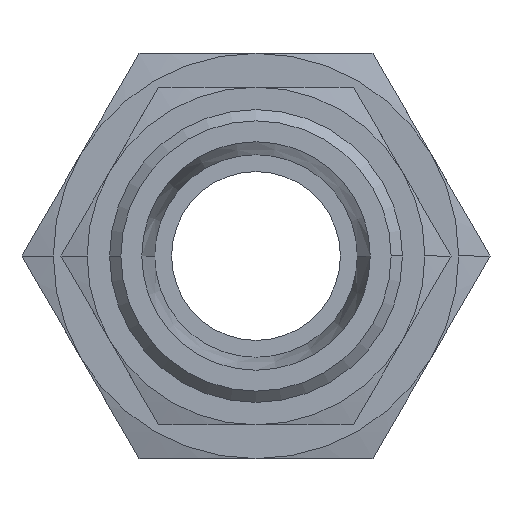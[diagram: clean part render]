
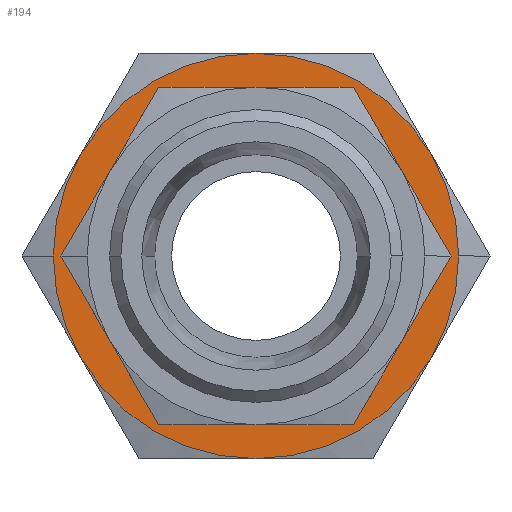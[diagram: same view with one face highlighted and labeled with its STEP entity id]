
A CAD part, left-side view. The second image highlights one B-rep face of the part: STEP entity #194.
In plain terms, the highlighted planar face has unit normal (-1, 0, 0).
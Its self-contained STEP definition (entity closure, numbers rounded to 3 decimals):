
#194 = ADVANCED_FACE( '', ( #487, #488 ), #489, .T. );
#487 = FACE_BOUND( '', #849, .T. );
#488 = FACE_OUTER_BOUND( '', #850, .T. );
#489 = PLANE( '', #851 );
#849 = EDGE_LOOP( '', ( #1851, #1852 ) );
#850 = EDGE_LOOP( '', ( #1853, #1854, #1855, #1856, #1857, #1858, #1859, #1860 ) );
#851 = AXIS2_PLACEMENT_3D( '', #1861, #1862, #1863 );
#1851 = ORIENTED_EDGE( '', *, *, #2362, .F. );
#1852 = ORIENTED_EDGE( '', *, *, #2627, .F. );
#1853 = ORIENTED_EDGE( '', *, *, #2628, .T. );
#1854 = ORIENTED_EDGE( '', *, *, #2341, .T. );
#1855 = ORIENTED_EDGE( '', *, *, #2629, .T. );
#1856 = ORIENTED_EDGE( '', *, *, #2630, .T. );
#1857 = ORIENTED_EDGE( '', *, *, #2337, .T. );
#1858 = ORIENTED_EDGE( '', *, *, #2631, .T. );
#1859 = ORIENTED_EDGE( '', *, *, #2632, .T. );
#1860 = ORIENTED_EDGE( '', *, *, #2633, .T. );
#1861 = CARTESIAN_POINT( '', ( 7.6, 15.75, 0. ) );
#1862 = DIRECTION( '', ( -1., 0., 0. ) );
#1863 = DIRECTION( '', ( 0., 1., 0. ) );
#2337 = EDGE_CURVE( '', #2811, #2808, #2812, .T. );
#2341 = EDGE_CURVE( '', #2815, #2817, #2819, .T. );
#2362 = EDGE_CURVE( '', #2857, #2860, #2861, .T. );
#2627 = EDGE_CURVE( '', #2860, #2857, #3298, .T. );
#2628 = EDGE_CURVE( '', #3299, #2815, #3300, .T. );
#2629 = EDGE_CURVE( '', #2817, #3301, #3302, .T. );
#2630 = EDGE_CURVE( '', #3301, #2811, #3303, .T. );
#2631 = EDGE_CURVE( '', #2808, #3304, #3305, .T. );
#2632 = EDGE_CURVE( '', #3304, #3306, #3307, .T. );
#2633 = EDGE_CURVE( '', #3306, #3299, #3308, .T. );
#2808 = VERTEX_POINT( '', #3506 );
#2811 = VERTEX_POINT( '', #3510 );
#2812 = CIRCLE( '', #3511, 18. );
#2815 = VERTEX_POINT( '', #3523 );
#2817 = VERTEX_POINT( '', #3526 );
#2819 = CIRCLE( '', #3537, 18. );
#2857 = VERTEX_POINT( '', #3619 );
#2860 = VERTEX_POINT( '', #3623 );
#2861 = CIRCLE( '', #3624, 13.5 );
#3298 = CIRCLE( '', #4250, 13.5 );
#3299 = VERTEX_POINT( '', #4251 );
#3300 = CIRCLE( '', #4252, 18. );
#3301 = VERTEX_POINT( '', #4253 );
#3302 = CIRCLE( '', #4254, 18. );
#3303 = CIRCLE( '', #4255, 18. );
#3304 = VERTEX_POINT( '', #4256 );
#3305 = CIRCLE( '', #4257, 18. );
#3306 = VERTEX_POINT( '', #4258 );
#3307 = CIRCLE( '', #4259, 18. );
#3308 = CIRCLE( '', #4260, 18. );
#3506 = CARTESIAN_POINT( '', ( 7.6, -18., 0. ) );
#3510 = CARTESIAN_POINT( '', ( 7.6, -15.588, -9. ) );
#3511 = AXIS2_PLACEMENT_3D( '', #4819, #4820, #4821 );
#3523 = CARTESIAN_POINT( '', ( 7.6, 18., 0. ) );
#3526 = CARTESIAN_POINT( '', ( 7.6, 15.588, -9. ) );
#3537 = AXIS2_PLACEMENT_3D( '', #4823, #4824, #4825 );
#3619 = CARTESIAN_POINT( '', ( 7.6, 13.5, 0. ) );
#3623 = CARTESIAN_POINT( '', ( 7.6, -13.5, 0. ) );
#3624 = AXIS2_PLACEMENT_3D( '', #4856, #4857, #4858 );
#4250 = AXIS2_PLACEMENT_3D( '', #5273, #5274, #5275 );
#4251 = CARTESIAN_POINT( '', ( 7.6, 15.588, 9. ) );
#4252 = AXIS2_PLACEMENT_3D( '', #5276, #5277, #5278 );
#4253 = CARTESIAN_POINT( '', ( 7.6, 0., -18. ) );
#4254 = AXIS2_PLACEMENT_3D( '', #5279, #5280, #5281 );
#4255 = AXIS2_PLACEMENT_3D( '', #5282, #5283, #5284 );
#4256 = CARTESIAN_POINT( '', ( 7.6, -15.588, 9. ) );
#4257 = AXIS2_PLACEMENT_3D( '', #5285, #5286, #5287 );
#4258 = CARTESIAN_POINT( '', ( 7.6, 0., 18. ) );
#4259 = AXIS2_PLACEMENT_3D( '', #5288, #5289, #5290 );
#4260 = AXIS2_PLACEMENT_3D( '', #5291, #5292, #5293 );
#4819 = CARTESIAN_POINT( '', ( 7.6, 0., 0. ) );
#4820 = DIRECTION( '', ( -1., 0., 0. ) );
#4821 = DIRECTION( '', ( 0., 1., 0. ) );
#4823 = CARTESIAN_POINT( '', ( 7.6, 0., 0. ) );
#4824 = DIRECTION( '', ( -1., 0., 0. ) );
#4825 = DIRECTION( '', ( 0., 1., 0. ) );
#4856 = CARTESIAN_POINT( '', ( 7.6, 0., 0. ) );
#4857 = DIRECTION( '', ( -1., 0., 0. ) );
#4858 = DIRECTION( '', ( 0., 1., 0. ) );
#5273 = CARTESIAN_POINT( '', ( 7.6, 0., 0. ) );
#5274 = DIRECTION( '', ( -1., 0., 0. ) );
#5275 = DIRECTION( '', ( 0., 1., 0. ) );
#5276 = CARTESIAN_POINT( '', ( 7.6, 0., 0. ) );
#5277 = DIRECTION( '', ( -1., 0., 0. ) );
#5278 = DIRECTION( '', ( 0., 1., 0. ) );
#5279 = CARTESIAN_POINT( '', ( 7.6, 0., 0. ) );
#5280 = DIRECTION( '', ( -1., 0., 0. ) );
#5281 = DIRECTION( '', ( 0., 1., 0. ) );
#5282 = CARTESIAN_POINT( '', ( 7.6, 0., 0. ) );
#5283 = DIRECTION( '', ( -1., 0., 0. ) );
#5284 = DIRECTION( '', ( 0., 1., 0. ) );
#5285 = CARTESIAN_POINT( '', ( 7.6, 0., 0. ) );
#5286 = DIRECTION( '', ( -1., 0., 0. ) );
#5287 = DIRECTION( '', ( 0., 1., 0. ) );
#5288 = CARTESIAN_POINT( '', ( 7.6, 0., 0. ) );
#5289 = DIRECTION( '', ( -1., 0., 0. ) );
#5290 = DIRECTION( '', ( 0., 1., 0. ) );
#5291 = CARTESIAN_POINT( '', ( 7.6, 0., 0. ) );
#5292 = DIRECTION( '', ( -1., 0., 0. ) );
#5293 = DIRECTION( '', ( 0., 1., 0. ) );
